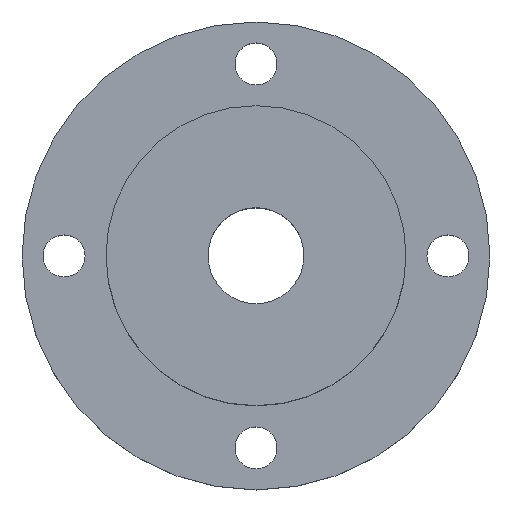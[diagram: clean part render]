
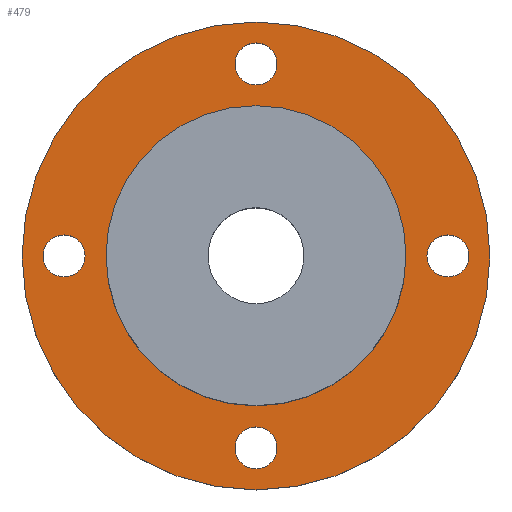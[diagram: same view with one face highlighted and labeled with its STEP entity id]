
A CAD part, top view. The second image highlights one B-rep face of the part: STEP entity #479.
In plain terms, the highlighted planar face has unit normal (0, 0, 1).
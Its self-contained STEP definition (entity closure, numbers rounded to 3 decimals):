
#9 = ORIENTED_EDGE ( 'NONE', *, *, #242, .T. ) ;
#17 = VERTEX_POINT ( 'NONE', #475 ) ;
#19 = DIRECTION ( 'NONE',  ( -1., 0., 0. ) ) ;
#26 = EDGE_CURVE ( 'NONE', #538, #68, #554, .T. ) ;
#27 = CARTESIAN_POINT ( 'NONE',  ( 14.25, 0., 5. ) ) ;
#28 = CARTESIAN_POINT ( 'NONE',  ( 12.5, 0., 5. ) ) ;
#31 = CIRCLE ( 'NONE', #604, 1.75 ) ;
#42 = DIRECTION ( 'NONE',  ( 0., 0., -1. ) ) ;
#46 = DIRECTION ( 'NONE',  ( 0., 0., -1. ) ) ;
#68 = VERTEX_POINT ( 'NONE', #374 ) ;
#69 = CARTESIAN_POINT ( 'NONE',  ( 0., 0., 5. ) ) ;
#75 = CIRCLE ( 'NONE', #186, 19.5 ) ;
#77 = AXIS2_PLACEMENT_3D ( 'NONE', #236, #46, #231 ) ;
#78 = CARTESIAN_POINT ( 'NONE',  ( -1.75, -16., 5. ) ) ;
#80 = ORIENTED_EDGE ( 'NONE', *, *, #397, .T. ) ;
#83 = CARTESIAN_POINT ( 'NONE',  ( 0., 0., 5. ) ) ;
#85 = AXIS2_PLACEMENT_3D ( 'NONE', #223, #464, #269 ) ;
#87 = EDGE_CURVE ( 'NONE', #245, #96, #519, .T. ) ;
#91 = DIRECTION ( 'NONE',  ( 0., 0., -1. ) ) ;
#95 = CARTESIAN_POINT ( 'NONE',  ( 0., -16., 5. ) ) ;
#96 = VERTEX_POINT ( 'NONE', #145 ) ;
#103 = CIRCLE ( 'NONE', #77, 1.75 ) ;
#110 = ORIENTED_EDGE ( 'NONE', *, *, #513, .T. ) ;
#113 = EDGE_CURVE ( 'NONE', #586, #292, #334, .T. ) ;
#117 = CARTESIAN_POINT ( 'NONE',  ( 0., 0., 5. ) ) ;
#127 = EDGE_CURVE ( 'NONE', #445, #601, #530, .T. ) ;
#134 = EDGE_CURVE ( 'NONE', #292, #586, #103, .T. ) ;
#145 = CARTESIAN_POINT ( 'NONE',  ( -14.25, 0., 5. ) ) ;
#147 = CARTESIAN_POINT ( 'NONE',  ( 0., 0., 5. ) ) ;
#155 = AXIS2_PLACEMENT_3D ( 'NONE', #279, #91, #369 ) ;
#157 = ORIENTED_EDGE ( 'NONE', *, *, #134, .T. ) ;
#170 = ORIENTED_EDGE ( 'NONE', *, *, #373, .F. ) ;
#174 = FACE_BOUND ( 'NONE', #300, .T. ) ;
#186 = AXIS2_PLACEMENT_3D ( 'NONE', #117, #603, #503 ) ;
#204 = FACE_BOUND ( 'NONE', #308, .T. ) ;
#205 = ORIENTED_EDGE ( 'NONE', *, *, #234, .T. ) ;
#209 = VERTEX_POINT ( 'NONE', #561 ) ;
#223 = CARTESIAN_POINT ( 'NONE',  ( 0., 0., 5. ) ) ;
#226 = CARTESIAN_POINT ( 'NONE',  ( -19.5, 0., 5. ) ) ;
#230 = DIRECTION ( 'NONE',  ( -1., 0., 0. ) ) ;
#231 = DIRECTION ( 'NONE',  ( -1., 0., 0. ) ) ;
#234 = EDGE_CURVE ( 'NONE', #601, #445, #476, .T. ) ;
#236 = CARTESIAN_POINT ( 'NONE',  ( 0., -16., 5. ) ) ;
#242 = EDGE_CURVE ( 'NONE', #544, #258, #345, .T. ) ;
#244 = DIRECTION ( 'NONE',  ( -1., 0., 0. ) ) ;
#245 = VERTEX_POINT ( 'NONE', #416 ) ;
#250 = ORIENTED_EDGE ( 'NONE', *, *, #321, .T. ) ;
#251 = DIRECTION ( 'NONE',  ( -1., 0., 0. ) ) ;
#258 = VERTEX_POINT ( 'NONE', #320 ) ;
#264 = CIRCLE ( 'NONE', #505, 1.75 ) ;
#269 = DIRECTION ( 'NONE',  ( -1., 0., 0. ) ) ;
#277 = CARTESIAN_POINT ( 'NONE',  ( 1.75, -16., 5. ) ) ;
#279 = CARTESIAN_POINT ( 'NONE',  ( 16., 0., 5. ) ) ;
#280 = DIRECTION ( 'NONE',  ( 0., 0., -1. ) ) ;
#281 = DIRECTION ( 'NONE',  ( -1., 0., 0. ) ) ;
#292 = VERTEX_POINT ( 'NONE', #277 ) ;
#299 = EDGE_LOOP ( 'NONE', ( #250, #9 ) ) ;
#300 = EDGE_LOOP ( 'NONE', ( #436, #80 ) ) ;
#302 = FACE_OUTER_BOUND ( 'NONE', #524, .T. ) ;
#308 = EDGE_LOOP ( 'NONE', ( #391, #205 ) ) ;
#320 = CARTESIAN_POINT ( 'NONE',  ( -12.5, 0., 5. ) ) ;
#321 = EDGE_CURVE ( 'NONE', #258, #544, #465, .T. ) ;
#323 = AXIS2_PLACEMENT_3D ( 'NONE', #449, #451, #533 ) ;
#334 = CIRCLE ( 'NONE', #365, 1.75 ) ;
#337 = DIRECTION ( 'NONE',  ( 0., 0., -1. ) ) ;
#345 = CIRCLE ( 'NONE', #85, 12.5 ) ;
#346 = FACE_BOUND ( 'NONE', #613, .T. ) ;
#352 = FACE_BOUND ( 'NONE', #381, .T. ) ;
#358 = ORIENTED_EDGE ( 'NONE', *, *, #113, .T. ) ;
#361 = CARTESIAN_POINT ( 'NONE',  ( 16., 0., 5. ) ) ;
#362 = DIRECTION ( 'NONE',  ( 0., 0., -1. ) ) ;
#365 = AXIS2_PLACEMENT_3D ( 'NONE', #95, #280, #471 ) ;
#369 = DIRECTION ( 'NONE',  ( -1., 0., 0. ) ) ;
#373 = EDGE_CURVE ( 'NONE', #68, #538, #75, .T. ) ;
#374 = CARTESIAN_POINT ( 'NONE',  ( 19.5, 0., 5. ) ) ;
#381 = EDGE_LOOP ( 'NONE', ( #504, #110 ) ) ;
#391 = ORIENTED_EDGE ( 'NONE', *, *, #127, .T. ) ;
#397 = EDGE_CURVE ( 'NONE', #96, #245, #264, .T. ) ;
#402 = AXIS2_PLACEMENT_3D ( 'NONE', #361, #42, #230 ) ;
#403 = DIRECTION ( 'NONE',  ( 0., 0., -1. ) ) ;
#404 = AXIS2_PLACEMENT_3D ( 'NONE', #69, #337, #19 ) ;
#408 = DIRECTION ( 'NONE',  ( 0., 0., -1. ) ) ;
#416 = CARTESIAN_POINT ( 'NONE',  ( -17.75, 0., 5. ) ) ;
#436 = ORIENTED_EDGE ( 'NONE', *, *, #87, .T. ) ;
#444 = PLANE ( 'NONE',  #404 ) ;
#445 = VERTEX_POINT ( 'NONE', #27 ) ;
#449 = CARTESIAN_POINT ( 'NONE',  ( 0., 16., 5. ) ) ;
#450 = CARTESIAN_POINT ( 'NONE',  ( -16., 0., 5. ) ) ;
#451 = DIRECTION ( 'NONE',  ( 0., 0., -1. ) ) ;
#456 = CARTESIAN_POINT ( 'NONE',  ( 17.75, 0., 5. ) ) ;
#464 = DIRECTION ( 'NONE',  ( 0., 0., -1. ) ) ;
#465 = CIRCLE ( 'NONE', #516, 12.5 ) ;
#469 = CIRCLE ( 'NONE', #323, 1.75 ) ;
#471 = DIRECTION ( 'NONE',  ( -1., 0., 0. ) ) ;
#475 = CARTESIAN_POINT ( 'NONE',  ( 1.75, 16., 5. ) ) ;
#476 = CIRCLE ( 'NONE', #402, 1.75 ) ;
#479 = ADVANCED_FACE ( 'NONE', ( #204, #346, #174, #352, #592, #302 ), #444, .F. ) ;
#486 = AXIS2_PLACEMENT_3D ( 'NONE', #578, #580, #281 ) ;
#503 = DIRECTION ( 'NONE',  ( -1., 0., 0. ) ) ;
#504 = ORIENTED_EDGE ( 'NONE', *, *, #620, .T. ) ;
#505 = AXIS2_PLACEMENT_3D ( 'NONE', #450, #403, #251 ) ;
#513 = EDGE_CURVE ( 'NONE', #17, #209, #31, .T. ) ;
#516 = AXIS2_PLACEMENT_3D ( 'NONE', #83, #362, #566 ) ;
#519 = CIRCLE ( 'NONE', #486, 1.75 ) ;
#524 = EDGE_LOOP ( 'NONE', ( #543, #170 ) ) ;
#530 = CIRCLE ( 'NONE', #155, 1.75 ) ;
#533 = DIRECTION ( 'NONE',  ( -1., 0., 0. ) ) ;
#538 = VERTEX_POINT ( 'NONE', #226 ) ;
#543 = ORIENTED_EDGE ( 'NONE', *, *, #26, .F. ) ;
#544 = VERTEX_POINT ( 'NONE', #28 ) ;
#554 = CIRCLE ( 'NONE', #582, 19.5 ) ;
#561 = CARTESIAN_POINT ( 'NONE',  ( -1.75, 16., 5. ) ) ;
#566 = DIRECTION ( 'NONE',  ( -1., 0., 0. ) ) ;
#578 = CARTESIAN_POINT ( 'NONE',  ( -16., 0., 5. ) ) ;
#580 = DIRECTION ( 'NONE',  ( 0., 0., -1. ) ) ;
#581 = DIRECTION ( 'NONE',  ( 0., 0., -1. ) ) ;
#582 = AXIS2_PLACEMENT_3D ( 'NONE', #147, #581, #244 ) ;
#586 = VERTEX_POINT ( 'NONE', #78 ) ;
#592 = FACE_BOUND ( 'NONE', #299, .T. ) ;
#601 = VERTEX_POINT ( 'NONE', #456 ) ;
#603 = DIRECTION ( 'NONE',  ( 0., 0., -1. ) ) ;
#604 = AXIS2_PLACEMENT_3D ( 'NONE', #606, #408, #609 ) ;
#606 = CARTESIAN_POINT ( 'NONE',  ( 0., 16., 5. ) ) ;
#609 = DIRECTION ( 'NONE',  ( -1., 0., 0. ) ) ;
#613 = EDGE_LOOP ( 'NONE', ( #358, #157 ) ) ;
#620 = EDGE_CURVE ( 'NONE', #209, #17, #469, .T. ) ;
